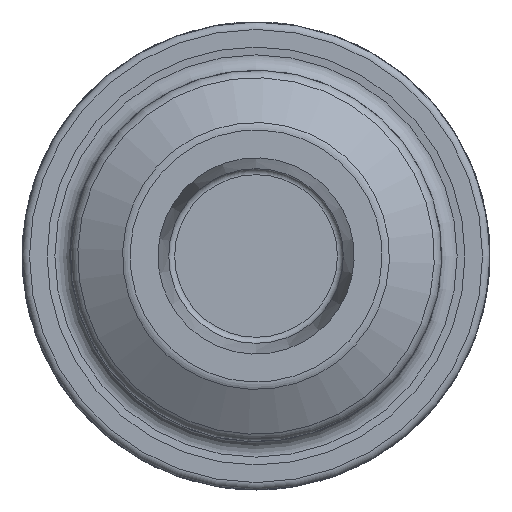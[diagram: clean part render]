
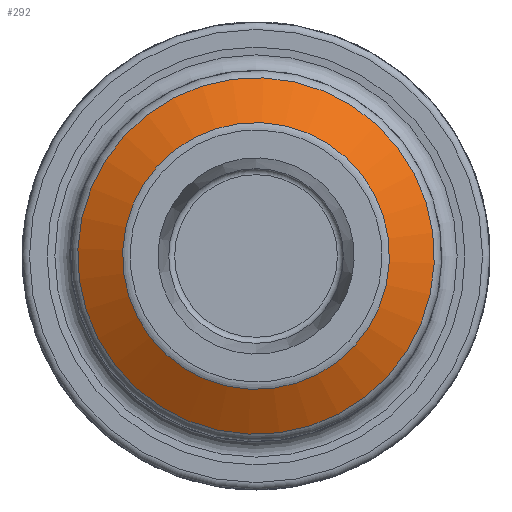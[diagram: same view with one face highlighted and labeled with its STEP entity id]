
A CAD part, left-side view. The second image highlights one B-rep face of the part: STEP entity #292.
In plain terms, the highlighted conical face has half-angle 60 degrees and reference radius 24 mm.
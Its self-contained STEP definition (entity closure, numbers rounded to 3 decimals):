
#77=CONICAL_SURFACE('',#1602,24.,60.);
#292=ADVANCED_FACE('',(#508,#509),#77,.T.);
#508=FACE_BOUND('',#643,.T.);
#509=FACE_BOUND('',#644,.T.);
#643=EDGE_LOOP('',(#1021));
#644=EDGE_LOOP('',(#1022));
#1021=ORIENTED_EDGE('',*,*,#1358,.F.);
#1022=ORIENTED_EDGE('',*,*,#1361,.T.);
#1169=VERTEX_POINT('',#2906);
#1172=VERTEX_POINT('',#2915);
#1358=EDGE_CURVE('',#1169,#1169,#1433,.T.);
#1361=EDGE_CURVE('',#1172,#1172,#1436,.T.);
#1433=CIRCLE('',#1595,24.);
#1436=CIRCLE('',#1601,17.964);
#1595=AXIS2_PLACEMENT_3D('',#2905,#1975,#1976);
#1601=AXIS2_PLACEMENT_3D('',#2914,#1987,#1988);
#1602=AXIS2_PLACEMENT_3D('',#2916,#1989,#1990);
#1975=DIRECTION('',(1.,0.,0.));
#1976=DIRECTION('',(0.,-0.382,0.924));
#1987=DIRECTION('',(1.,0.,0.));
#1988=DIRECTION('',(0.,-0.382,0.924));
#1989=DIRECTION('',(1.,0.,0.));
#1990=DIRECTION('',(0.,-0.382,0.924));
#2905=CARTESIAN_POINT('',(-9.247,0.,0.));
#2906=CARTESIAN_POINT('',(-9.247,-9.164,22.181));
#2914=CARTESIAN_POINT('',(-12.732,0.,0.));
#2915=CARTESIAN_POINT('',(-12.732,-6.86,16.603));
#2916=CARTESIAN_POINT('',(-9.247,0.,0.));
